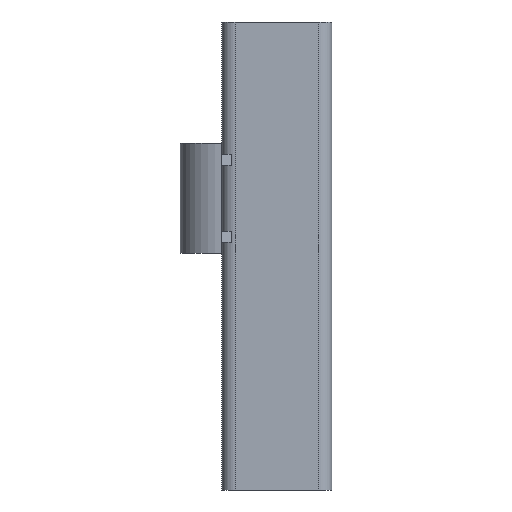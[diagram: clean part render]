
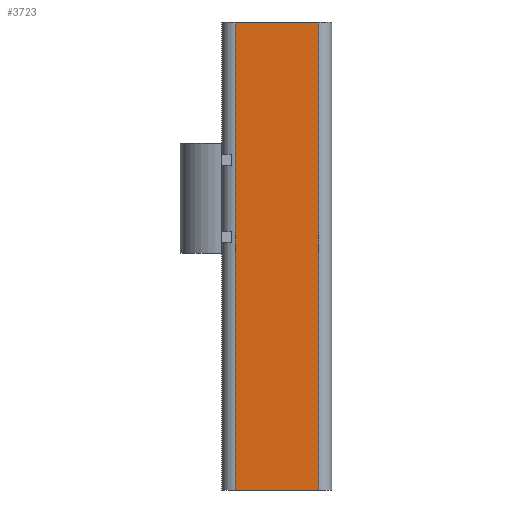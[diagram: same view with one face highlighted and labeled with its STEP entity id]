
A CAD part, left-side view. The second image highlights one B-rep face of the part: STEP entity #3723.
In plain terms, the highlighted planar face has unit normal (-1, 0, 0).
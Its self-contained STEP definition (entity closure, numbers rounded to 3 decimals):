
#474=FACE_OUTER_BOUND('',#686,.T.);
#686=EDGE_LOOP('',(#3308,#3309,#3310,#3311));
#1072=LINE('',#6790,#1432);
#1080=LINE('',#6815,#1440);
#1081=LINE('',#6817,#1441);
#1082=LINE('',#6818,#1442);
#1432=VECTOR('',#4583,10.);
#1440=VECTOR('',#4611,10.);
#1441=VECTOR('',#4612,10.);
#1442=VECTOR('',#4613,10.);
#1787=VERTEX_POINT('',#6787);
#1788=VERTEX_POINT('',#6789);
#1795=VERTEX_POINT('',#6814);
#1796=VERTEX_POINT('',#6816);
#2300=EDGE_CURVE('',#1788,#1787,#1072,.T.);
#2313=EDGE_CURVE('',#1787,#1795,#1080,.T.);
#2314=EDGE_CURVE('',#1796,#1795,#1081,.T.);
#2315=EDGE_CURVE('',#1788,#1796,#1082,.T.);
#3308=ORIENTED_EDGE('',*,*,#2313,.T.);
#3309=ORIENTED_EDGE('',*,*,#2314,.F.);
#3310=ORIENTED_EDGE('',*,*,#2315,.F.);
#3311=ORIENTED_EDGE('',*,*,#2300,.T.);
#3530=PLANE('',#3962);
#3723=ADVANCED_FACE('',(#474),#3530,.T.);
#3962=AXIS2_PLACEMENT_3D('',#6813,#4609,#4610);
#4583=DIRECTION('',(0.,0.,1.));
#4609=DIRECTION('center_axis',(-1.,0.,0.));
#4610=DIRECTION('ref_axis',(0.,0.,1.));
#4611=DIRECTION('',(0.,1.,0.));
#4612=DIRECTION('',(0.,0.,1.));
#4613=DIRECTION('',(0.,1.,0.));
#6787=CARTESIAN_POINT('',(-25.,-38.,425.));
#6789=CARTESIAN_POINT('',(-25.,-38.,0.));
#6790=CARTESIAN_POINT('',(-25.,-38.,0.));
#6813=CARTESIAN_POINT('Origin',(-25.,-38.,0.));
#6814=CARTESIAN_POINT('',(-25.,38.,425.));
#6815=CARTESIAN_POINT('',(-25.,-19.,425.));
#6816=CARTESIAN_POINT('',(-25.,38.,0.));
#6817=CARTESIAN_POINT('',(-25.,38.,0.));
#6818=CARTESIAN_POINT('',(-25.,-19.,0.));
